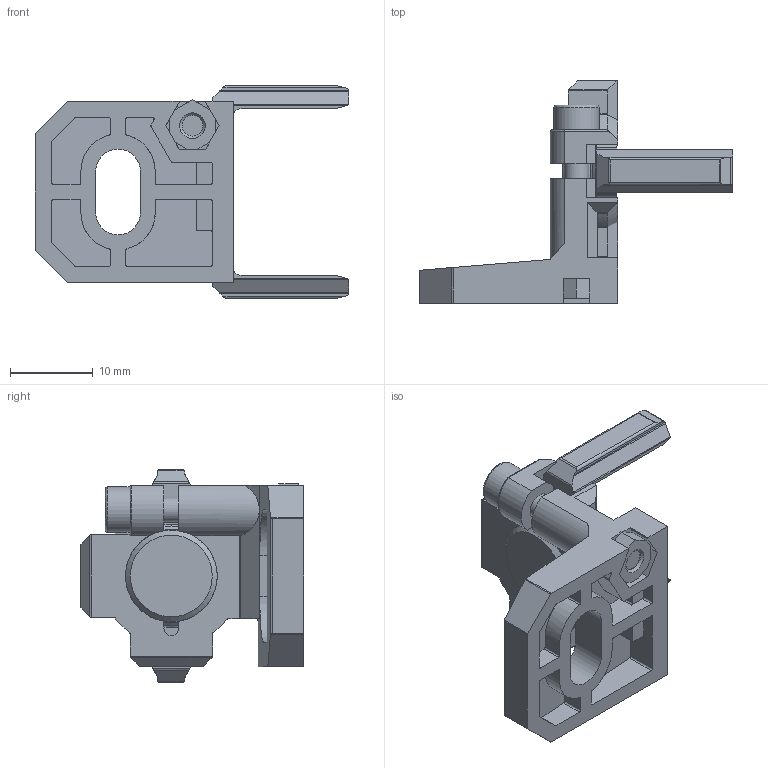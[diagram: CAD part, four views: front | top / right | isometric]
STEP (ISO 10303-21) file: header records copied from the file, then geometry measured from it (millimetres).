
FILE_DESCRIPTION (( 'STEP AP214' ), '1' );
FILE_NAME ('YXW-0005-000.STEP', '2020-06-10T10:40:19', ( '' ), ( '' ), 'SwSTEP 2.0', 'SolidWorks 2019', '' );
FILE_SCHEMA (( 'AUTOMOTIVE_DESIGN' ));
Length unit declared in the file: inch
Products named in the file (1): YXW-0005-000
Bounding box: 37.9 x 27 x 25.8 mm (x, y, z)
Volume: 4035.8 mm3; surface area: 4462.5 mm2
Topology: 2 solids, 2 shells, 312 faces, 877 edges, 580 vertices
Faces by surface type: plane 167, cylinder 125, bspline 15, cone 5
Full cylindrical faces by diameter (mm): 2.5 x1, 3 x1, 3.3 x2, 5.5 x1, 11.1 x1
Entity records: 14614 total; most frequent: CARTESIAN_POINT 2819, ORIENTED_EDGE 1724, DIRECTION 1445, EDGE_CURVE 862, VERTEX_POINT 576, LINE 551, VECTOR 551, AXIS2_PLACEMENT_3D 447
